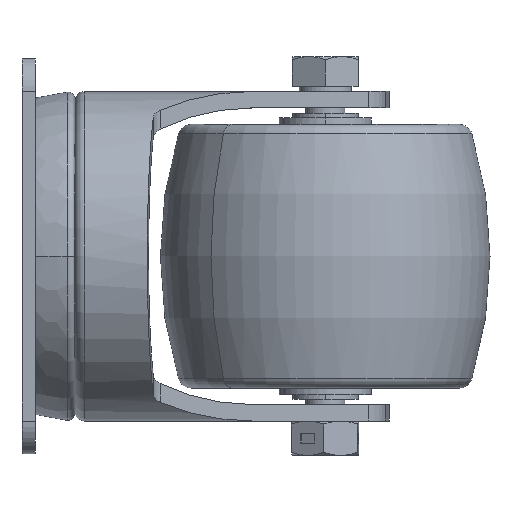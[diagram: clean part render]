
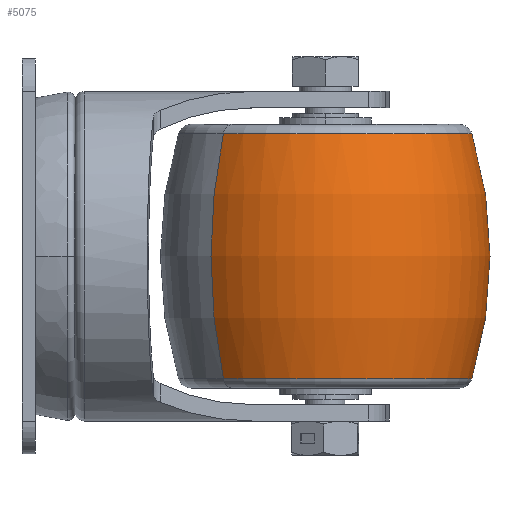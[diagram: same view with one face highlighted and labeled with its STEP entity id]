
A CAD part, left-side view. The second image highlights one B-rep face of the part: STEP entity #5075.
In plain terms, the highlighted toroidal (fillet/blend) face has major radius 40 mm and minor radius 65 mm.
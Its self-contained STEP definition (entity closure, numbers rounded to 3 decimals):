
#446 = CARTESIAN_POINT ( 'NONE',  ( 24.5, -46., 0. ) ) ;
#730 = DIRECTION ( 'NONE',  ( 0.721, -0.693, 0. ) ) ;
#2335 = DIRECTION ( 'NONE',  ( 0., 0., 1. ) ) ;
#2349 = CARTESIAN_POINT ( 'NONE',  ( 8.438, -30.544, -18.571 ) ) ;
#2579 = CIRCLE ( 'NONE', #9063, 22.29 ) ;
#2629 = EDGE_CURVE ( 'NONE', #15258, #5939, #10660, .T. ) ;
#3493 = AXIS2_PLACEMENT_3D ( 'NONE', #446, #18134, #20925 ) ;
#4055 = ORIENTED_EDGE ( 'NONE', *, *, #7850, .T. ) ;
#4849 = DIRECTION ( 'NONE',  ( -0.693, -0.721, 0. ) ) ;
#4970 = DIRECTION ( 'NONE',  ( 0., 0., 1. ) ) ;
#5075 = ADVANCED_FACE ( 'NONE', ( #9658 ), #12646, .T. ) ;
#5120 = DIRECTION ( 'NONE',  ( -0.721, 0.693, 0. ) ) ;
#5588 = AXIS2_PLACEMENT_3D ( 'NONE', #19646, #19963, #5120 ) ;
#5830 = CARTESIAN_POINT ( 'NONE',  ( 24.5, -46., -18.571 ) ) ;
#5939 = VERTEX_POINT ( 'NONE', #11771 ) ;
#7624 = AXIS2_PLACEMENT_3D ( 'NONE', #20939, #4849, #19669 ) ;
#7659 = ORIENTED_EDGE ( 'NONE', *, *, #18406, .F. ) ;
#7850 = EDGE_CURVE ( 'NONE', #11968, #15258, #19069, .T. ) ;
#8290 = CARTESIAN_POINT ( 'NONE',  ( 24.5, -46., 18.571 ) ) ;
#9063 = AXIS2_PLACEMENT_3D ( 'NONE', #8290, #4970, #12857 ) ;
#9658 = FACE_OUTER_BOUND ( 'NONE', #17974, .T. ) ;
#10660 = CIRCLE ( 'NONE', #7624, 65. ) ;
#11327 = EDGE_CURVE ( 'NONE', #17842, #5939, #2579, .T. ) ;
#11709 = CARTESIAN_POINT ( 'NONE',  ( 40.562, -61.456, -18.571 ) ) ;
#11771 = CARTESIAN_POINT ( 'NONE',  ( 40.562, -61.456, 18.571 ) ) ;
#11968 = VERTEX_POINT ( 'NONE', #2349 ) ;
#12646 = TOROIDAL_SURFACE ( 'NONE', #3493, -40., 65. ) ;
#12857 = DIRECTION ( 'NONE',  ( 0.721, -0.693, 0. ) ) ;
#14332 = AXIS2_PLACEMENT_3D ( 'NONE', #5830, #2335, #730 ) ;
#15258 = VERTEX_POINT ( 'NONE', #11709 ) ;
#17106 = CARTESIAN_POINT ( 'NONE',  ( 8.438, -30.544, 18.571 ) ) ;
#17842 = VERTEX_POINT ( 'NONE', #17106 ) ;
#17965 = ORIENTED_EDGE ( 'NONE', *, *, #2629, .T. ) ;
#17974 = EDGE_LOOP ( 'NONE', ( #7659, #4055, #17965, #20619 ) ) ;
#18134 = DIRECTION ( 'NONE',  ( 0., 0., 1. ) ) ;
#18185 = CIRCLE ( 'NONE', #5588, 65. ) ;
#18406 = EDGE_CURVE ( 'NONE', #11968, #17842, #18185, .T. ) ;
#19069 = CIRCLE ( 'NONE', #14332, 22.29 ) ;
#19646 = CARTESIAN_POINT ( 'NONE',  ( 53.323, -73.735, 0. ) ) ;
#19669 = DIRECTION ( 'NONE',  ( 0.721, -0.693, 0. ) ) ;
#19963 = DIRECTION ( 'NONE',  ( 0.693, 0.721, 0. ) ) ;
#20619 = ORIENTED_EDGE ( 'NONE', *, *, #11327, .F. ) ;
#20925 = DIRECTION ( 'NONE',  ( 0.721, -0.693, 0. ) ) ;
#20939 = CARTESIAN_POINT ( 'NONE',  ( -4.323, -18.265, 0. ) ) ;
